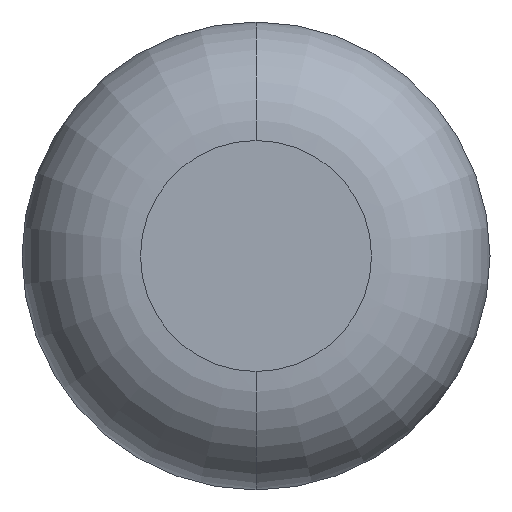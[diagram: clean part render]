
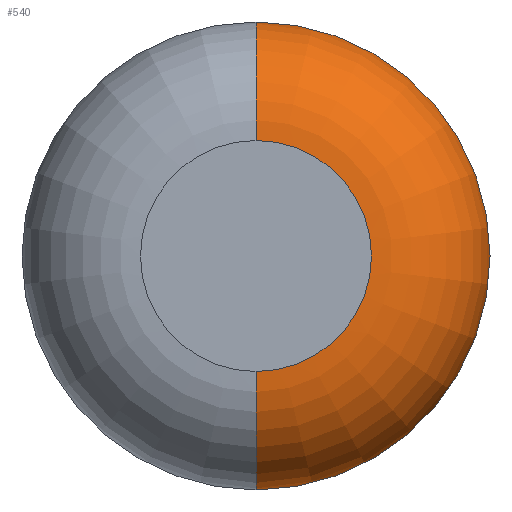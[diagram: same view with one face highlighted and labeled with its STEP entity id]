
A CAD part, front view. The second image highlights one B-rep face of the part: STEP entity #540.
In plain terms, the highlighted toroidal (fillet/blend) face has major radius 4.699 mm and minor radius 4.826 mm.
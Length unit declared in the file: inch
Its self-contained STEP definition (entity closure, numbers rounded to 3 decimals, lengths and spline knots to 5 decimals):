
#4 = ORIENTED_EDGE ( 'NONE', *, *, #184, .T. ) ;
#14 = DIRECTION ( 'NONE',  ( 0., 0., 1. ) ) ;
#30 = EDGE_CURVE ( 'NONE', #440, #351, #465, .T. ) ;
#47 = VERTEX_POINT ( 'NONE', #168 ) ;
#64 = DIRECTION ( 'NONE',  ( 1., 0., 0. ) ) ;
#69 = DIRECTION ( 'NONE',  ( 0., -1., 0. ) ) ;
#74 = AXIS2_PLACEMENT_3D ( 'NONE', #191, #445, #14 ) ;
#115 = FACE_OUTER_BOUND ( 'NONE', #525, .T. ) ;
#118 = DIRECTION ( 'NONE',  ( 0., -1., 0. ) ) ;
#129 = CARTESIAN_POINT ( 'NONE',  ( 0., 0., 0.185 ) ) ;
#136 = TOROIDAL_SURFACE ( 'NONE', #505, 0.185, 0.19 ) ;
#143 = ORIENTED_EDGE ( 'NONE', *, *, #470, .F. ) ;
#148 = DIRECTION ( 'NONE',  ( 0., 0., -1. ) ) ;
#168 = CARTESIAN_POINT ( 'NONE',  ( 0., 0., -0.185 ) ) ;
#184 = EDGE_CURVE ( 'NONE', #351, #379, #247, .T. ) ;
#191 = CARTESIAN_POINT ( 'NONE',  ( 0., 0.19, -0.185 ) ) ;
#193 = AXIS2_PLACEMENT_3D ( 'NONE', #325, #64, #148 ) ;
#215 = CIRCLE ( 'NONE', #74, 0.19 ) ;
#236 = AXIS2_PLACEMENT_3D ( 'NONE', #288, #118, #455 ) ;
#247 = CIRCLE ( 'NONE', #193, 0.19 ) ;
#288 = CARTESIAN_POINT ( 'NONE',  ( 0., 0., 0. ) ) ;
#298 = CARTESIAN_POINT ( 'NONE',  ( 0., 0.19, 0. ) ) ;
#302 = DIRECTION ( 'NONE',  ( 0., -1., 0. ) ) ;
#316 = CARTESIAN_POINT ( 'NONE',  ( 0., 0.19, -0.375 ) ) ;
#325 = CARTESIAN_POINT ( 'NONE',  ( 0., 0.19, 0.185 ) ) ;
#332 = CARTESIAN_POINT ( 'NONE',  ( 0., 0.19, 0. ) ) ;
#335 = CIRCLE ( 'NONE', #236, 0.185 ) ;
#351 = VERTEX_POINT ( 'NONE', #417 ) ;
#379 = VERTEX_POINT ( 'NONE', #129 ) ;
#410 = AXIS2_PLACEMENT_3D ( 'NONE', #298, #302, #549 ) ;
#417 = CARTESIAN_POINT ( 'NONE',  ( 0., 0.19, 0.375 ) ) ;
#440 = VERTEX_POINT ( 'NONE', #316 ) ;
#445 = DIRECTION ( 'NONE',  ( -1., 0., 0. ) ) ;
#455 = DIRECTION ( 'NONE',  ( 0., 0., -1. ) ) ;
#458 = ORIENTED_EDGE ( 'NONE', *, *, #30, .T. ) ;
#459 = DIRECTION ( 'NONE',  ( 0., 0., -1. ) ) ;
#465 = CIRCLE ( 'NONE', #410, 0.375 ) ;
#470 = EDGE_CURVE ( 'NONE', #440, #47, #215, .T. ) ;
#505 = AXIS2_PLACEMENT_3D ( 'NONE', #332, #69, #459 ) ;
#507 = ORIENTED_EDGE ( 'NONE', *, *, #508, .F. ) ;
#508 = EDGE_CURVE ( 'NONE', #47, #379, #335, .T. ) ;
#525 = EDGE_LOOP ( 'NONE', ( #458, #4, #507, #143 ) ) ;
#540 = ADVANCED_FACE ( 'NONE', ( #115 ), #136, .T. ) ;
#549 = DIRECTION ( 'NONE',  ( 0., 0., -1. ) ) ;
